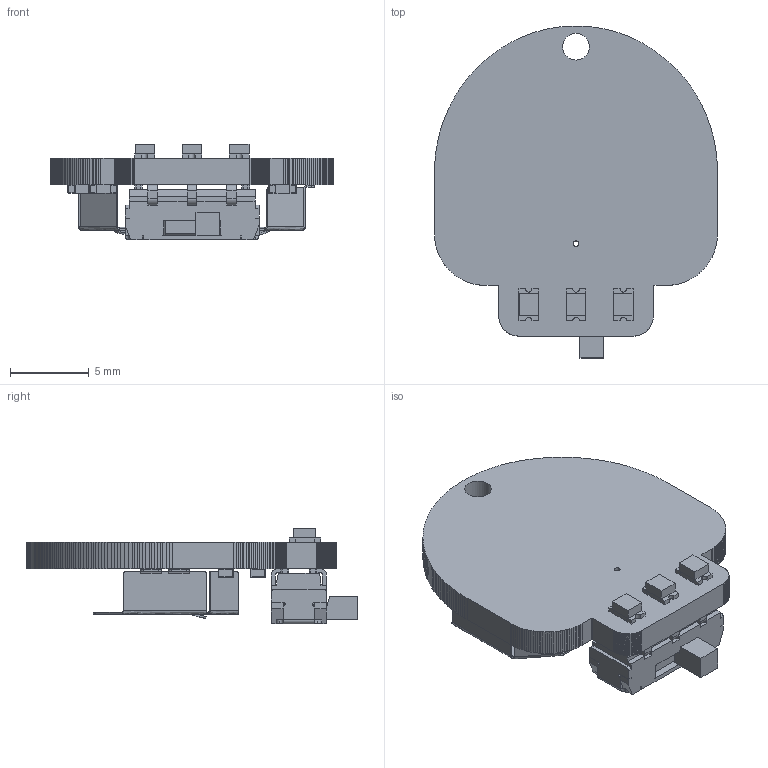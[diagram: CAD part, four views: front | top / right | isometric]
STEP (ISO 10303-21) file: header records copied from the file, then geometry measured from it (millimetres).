
FILE_DESCRIPTION(/* description */ (''),/* implementation_level */ '2;1');
FILE_NAME(/* name */ 'skull_black.step',/* time_stamp */ '2021-11-28T22:16:54-06:00',/* author */ (''),/* organization */ (''),/* preprocessor_version */ 'ST-DEVELOPER v18.1',/* originating_system */ 'Autodesk Translation Framework v10.10.0.1391',/* authorisation */ '');
FILE_SCHEMA (('AUTOMOTIVE_DESIGN { 1 0 10303 214 3 1 1 }'));
Length unit declared in the file: millimetre
Products named in the file (9): skull_black; PCB Component; Board; CHIP-LED0805; R0603; BAT-HLD-012-SMT; CL-SB-22A-02T-SLIDE-SWITCH-TUCKED-PADS; _22A-11_c; _2Side setting_s
Assembly tree (12 placements, depth 4):
  skull_black
    PCB Component
      Board
      CHIP-LED0805  x3
      R0603  x3
      BAT-HLD-012-SMT
      CL-SB-22A-02T-SLIDE-SWITCH-TUCKED-PADS
        _22A-11_c
        _2Side setting_s
Bounding box: 17.96 x 21.06 x 6.07 mm (x, y, z)
Volume: 585.7 mm3; surface area: 1335.3 mm2
Topology: 10 solids, 10 shells, 1028 faces, 2743 edges, 1734 vertices
Faces by surface type: plane 762, cylinder 167, bspline 51, sphere 48
Full cylindrical faces by diameter (mm): 0.254 x3, 0.35 x1, 0.8 x1, 1 x1, 1.7 x1
Entity records: 28131 total; most frequent: CARTESIAN_POINT 5339, ORIENTED_EDGE 4766, DIRECTION 4360, EDGE_CURVE 2383, LINE 2038, VECTOR 2038, VERTEX_POINT 1526, AXIS2_PLACEMENT_3D 1161
